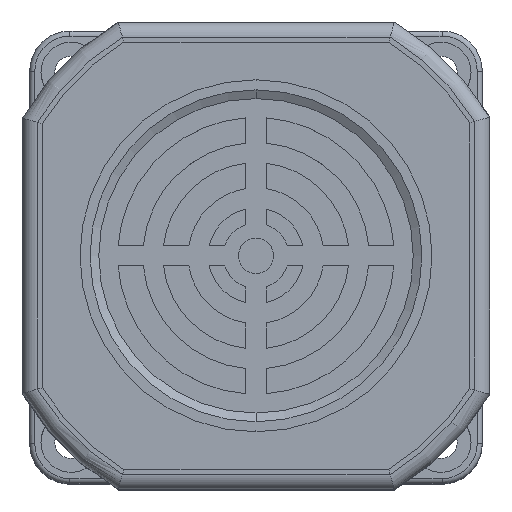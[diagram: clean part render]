
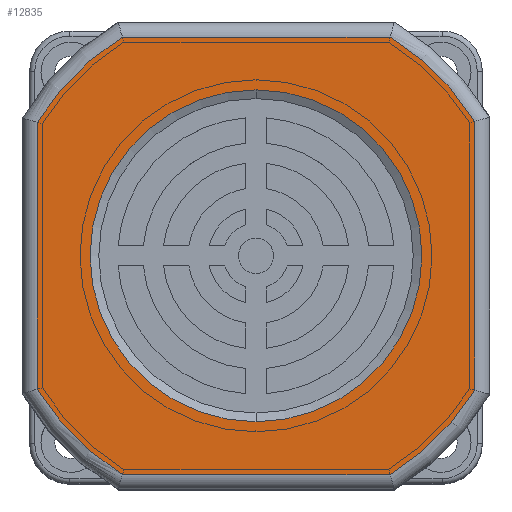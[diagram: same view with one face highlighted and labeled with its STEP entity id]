
A CAD part, top view. The second image highlights one B-rep face of the part: STEP entity #12835.
In plain terms, the highlighted face is planar.
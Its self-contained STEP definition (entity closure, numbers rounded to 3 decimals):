
#351 = CARTESIAN_POINT ( 'NONE',  ( 0., 0., 0. ) ) ;
#1079 = VERTEX_POINT ( 'NONE', #9276 ) ;
#1153 = AXIS2_PLACEMENT_3D ( 'NONE', #9760, #21689, #11504 ) ;
#1578 = FACE_OUTER_BOUND ( 'NONE', #15934, .T. ) ;
#1722 = VERTEX_POINT ( 'NONE', #19792 ) ;
#2058 = DIRECTION ( 'NONE',  ( 0., 0., -1. ) ) ;
#2104 = FACE_BOUND ( 'NONE', #21786, .T. ) ;
#2257 = AXIS2_PLACEMENT_3D ( 'NONE', #6523, #18600, #8274 ) ;
#2320 = CARTESIAN_POINT ( 'NONE',  ( 0.05, 0., 0. ) ) ;
#3625 = AXIS2_PLACEMENT_3D ( 'NONE', #18595, #4855, #21961 ) ;
#3647 = ORIENTED_EDGE ( 'NONE', *, *, #11614, .F. ) ;
#3692 = CIRCLE ( 'NONE', #1153, 51. ) ;
#4057 = DIRECTION ( 'NONE',  ( 0., 0., 1. ) ) ;
#4336 = EDGE_CURVE ( 'NONE', #16228, #1079, #17766, .T. ) ;
#4613 = ORIENTED_EDGE ( 'NONE', *, *, #21415, .T. ) ;
#4618 = DIRECTION ( 'NONE',  ( 0., -1., 0. ) ) ;
#4855 = DIRECTION ( 'NONE',  ( 0., 1., 0. ) ) ;
#5284 = CIRCLE ( 'NONE', #2257, 51. ) ;
#5298 = CARTESIAN_POINT ( 'NONE',  ( 26.673, 0., -43.5 ) ) ;
#5368 = CARTESIAN_POINT ( 'NONE',  ( 0.05, 0., 43.5 ) ) ;
#5628 = DIRECTION ( 'NONE',  ( 0., -1., 0. ) ) ;
#5849 = CARTESIAN_POINT ( 'NONE',  ( -26.572, 0., 43.5 ) ) ;
#5922 = VECTOR ( 'NONE', #7637, 1000. ) ;
#6297 = VECTOR ( 'NONE', #7078, 1000. ) ;
#6353 = ORIENTED_EDGE ( 'NONE', *, *, #4336, .T. ) ;
#6523 = CARTESIAN_POINT ( 'NONE',  ( 0.05, 0., 0. ) ) ;
#6631 = VERTEX_POINT ( 'NONE', #19447 ) ;
#6713 = CARTESIAN_POINT ( 'NONE',  ( -43.5, 0., 26.54 ) ) ;
#7078 = DIRECTION ( 'NONE',  ( -1., 0., 0. ) ) ;
#7516 = LINE ( 'NONE', #8215, #16731 ) ;
#7586 = ORIENTED_EDGE ( 'NONE', *, *, #19051, .T. ) ;
#7602 = VERTEX_POINT ( 'NONE', #5849 ) ;
#7637 = DIRECTION ( 'NONE',  ( 0., 0., 1. ) ) ;
#7859 = VERTEX_POINT ( 'NONE', #11333 ) ;
#7897 = AXIS2_PLACEMENT_3D ( 'NONE', #351, #12349, #2058 ) ;
#7951 = ORIENTED_EDGE ( 'NONE', *, *, #16256, .T. ) ;
#8215 = CARTESIAN_POINT ( 'NONE',  ( 0.05, 0., -43.5 ) ) ;
#8274 = DIRECTION ( 'NONE',  ( 0., 0., 1. ) ) ;
#9093 = CIRCLE ( 'NONE', #7897, 33. ) ;
#9138 = EDGE_CURVE ( 'NONE', #7859, #1722, #14879, .T. ) ;
#9276 = CARTESIAN_POINT ( 'NONE',  ( 43.5, 0., -26.705 ) ) ;
#9760 = CARTESIAN_POINT ( 'NONE',  ( 0.05, 0., 0. ) ) ;
#9987 = LINE ( 'NONE', #21344, #5922 ) ;
#10021 = EDGE_CURVE ( 'NONE', #20620, #16228, #7516, .T. ) ;
#11061 = ORIENTED_EDGE ( 'NONE', *, *, #10021, .T. ) ;
#11137 = ORIENTED_EDGE ( 'NONE', *, *, #14627, .T. ) ;
#11333 = CARTESIAN_POINT ( 'NONE',  ( 0., 0., -33. ) ) ;
#11504 = DIRECTION ( 'NONE',  ( 0., 0., 1. ) ) ;
#11614 = EDGE_CURVE ( 'NONE', #1722, #7859, #9093, .T. ) ;
#11948 = AXIS2_PLACEMENT_3D ( 'NONE', #14925, #4618, #16642 ) ;
#11951 = VERTEX_POINT ( 'NONE', #6713 ) ;
#12349 = DIRECTION ( 'NONE',  ( 0., -1., 0. ) ) ;
#12479 = CIRCLE ( 'NONE', #13824, 51. ) ;
#12835 = ADVANCED_FACE ( 'NONE', ( #1578, #2104 ), #20261, .F. ) ;
#13731 = VERTEX_POINT ( 'NONE', #14778 ) ;
#13824 = AXIS2_PLACEMENT_3D ( 'NONE', #2320, #14326, #4057 ) ;
#13897 = EDGE_CURVE ( 'NONE', #7602, #11951, #5284, .T. ) ;
#14323 = ORIENTED_EDGE ( 'NONE', *, *, #13897, .T. ) ;
#14326 = DIRECTION ( 'NONE',  ( 0., -1., 0. ) ) ;
#14453 = ORIENTED_EDGE ( 'NONE', *, *, #17387, .T. ) ;
#14627 = EDGE_CURVE ( 'NONE', #18557, #13731, #3692, .T. ) ;
#14712 = DIRECTION ( 'NONE',  ( 1., 0., 0. ) ) ;
#14778 = CARTESIAN_POINT ( 'NONE',  ( 26.673, 0., 43.5 ) ) ;
#14879 = CIRCLE ( 'NONE', #11948, 33. ) ;
#14925 = CARTESIAN_POINT ( 'NONE',  ( 0., 0., 0. ) ) ;
#15934 = EDGE_LOOP ( 'NONE', ( #14453, #7586, #11061, #6353, #4613, #11137, #7951, #14323 ) ) ;
#15962 = CARTESIAN_POINT ( 'NONE',  ( 0.05, 0., 0. ) ) ;
#16228 = VERTEX_POINT ( 'NONE', #5298 ) ;
#16256 = EDGE_CURVE ( 'NONE', #13731, #7602, #20005, .T. ) ;
#16299 = CARTESIAN_POINT ( 'NONE',  ( -26.572, 0., -43.5 ) ) ;
#16642 = DIRECTION ( 'NONE',  ( 0., 0., -1. ) ) ;
#16731 = VECTOR ( 'NONE', #14712, 1000. ) ;
#16799 = CARTESIAN_POINT ( 'NONE',  ( -43.5, 0., 0. ) ) ;
#16816 = VECTOR ( 'NONE', #18430, 1000. ) ;
#17387 = EDGE_CURVE ( 'NONE', #11951, #6631, #21822, .T. ) ;
#17664 = DIRECTION ( 'NONE',  ( 0., 0., 1. ) ) ;
#17766 = CIRCLE ( 'NONE', #19835, 51. ) ;
#17874 = CARTESIAN_POINT ( 'NONE',  ( 43.5, 0., 26.705 ) ) ;
#18430 = DIRECTION ( 'NONE',  ( 0., 0., -1. ) ) ;
#18557 = VERTEX_POINT ( 'NONE', #17874 ) ;
#18595 = CARTESIAN_POINT ( 'NONE',  ( 0.05, 0., 0. ) ) ;
#18600 = DIRECTION ( 'NONE',  ( 0., -1., 0. ) ) ;
#19051 = EDGE_CURVE ( 'NONE', #6631, #20620, #12479, .T. ) ;
#19447 = CARTESIAN_POINT ( 'NONE',  ( -43.5, 0., -26.54 ) ) ;
#19792 = CARTESIAN_POINT ( 'NONE',  ( 0., 0., 33. ) ) ;
#19835 = AXIS2_PLACEMENT_3D ( 'NONE', #15962, #5628, #17664 ) ;
#20005 = LINE ( 'NONE', #5368, #6297 ) ;
#20261 = PLANE ( 'NONE',  #3625 ) ;
#20620 = VERTEX_POINT ( 'NONE', #16299 ) ;
#21287 = ORIENTED_EDGE ( 'NONE', *, *, #9138, .F. ) ;
#21344 = CARTESIAN_POINT ( 'NONE',  ( 43.5, 0., 0. ) ) ;
#21415 = EDGE_CURVE ( 'NONE', #1079, #18557, #9987, .T. ) ;
#21689 = DIRECTION ( 'NONE',  ( 0., -1., 0. ) ) ;
#21786 = EDGE_LOOP ( 'NONE', ( #21287, #3647 ) ) ;
#21822 = LINE ( 'NONE', #16799, #16816 ) ;
#21961 = DIRECTION ( 'NONE',  ( 0., 0., 1. ) ) ;
